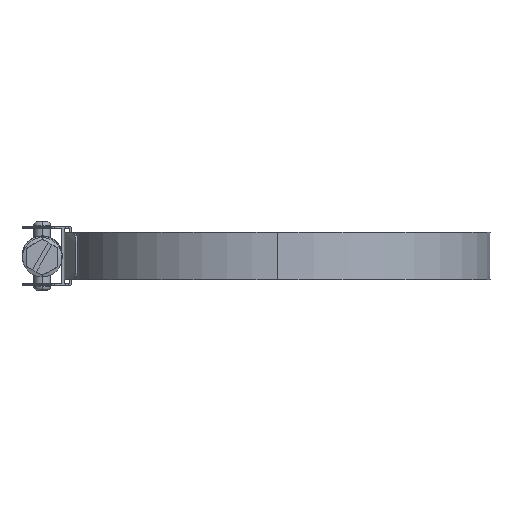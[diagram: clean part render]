
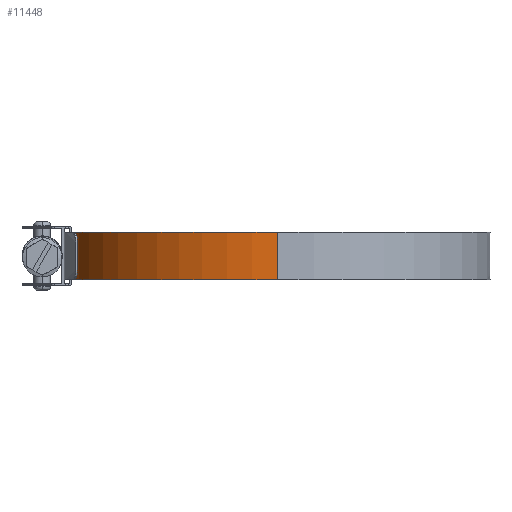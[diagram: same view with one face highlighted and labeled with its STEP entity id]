
A CAD part, left-side view. The second image highlights one B-rep face of the part: STEP entity #11448.
In plain terms, the highlighted cylindrical face has radius 64.03 mm (diameter 128.06 mm), a partial arc.
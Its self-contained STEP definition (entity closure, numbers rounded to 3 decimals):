
#192 = AXIS2_PLACEMENT_3D ( 'NONE', #5582, #13196, #1419 ) ;
#258 = ORIENTED_EDGE ( 'NONE', *, *, #716, .F. ) ;
#356 = DIRECTION ( 'NONE',  ( 1., 0., 0. ) ) ;
#716 = EDGE_CURVE ( 'NONE', #12483, #2067, #3797, .T. ) ;
#996 = CARTESIAN_POINT ( 'NONE',  ( 0., 64.03, 7.15 ) ) ;
#1088 = DIRECTION ( 'NONE',  ( 0., 0., 1. ) ) ;
#1419 = DIRECTION ( 'NONE',  ( -1., 0., 0. ) ) ;
#2067 = VERTEX_POINT ( 'NONE', #11722 ) ;
#2901 = VERTEX_POINT ( 'NONE', #3374 ) ;
#3296 = DIRECTION ( 'NONE',  ( 0., 0., -1. ) ) ;
#3374 = CARTESIAN_POINT ( 'NONE',  ( -64.03, 0., -7.15 ) ) ;
#3417 = VECTOR ( 'NONE', #12438, 1000. ) ;
#3638 = CIRCLE ( 'NONE', #6515, 64.03 ) ;
#3797 = CIRCLE ( 'NONE', #9302, 64.03 ) ;
#4337 = CARTESIAN_POINT ( 'NONE',  ( 0., 64.03, -7.15 ) ) ;
#4680 = ORIENTED_EDGE ( 'NONE', *, *, #13563, .T. ) ;
#5392 = DIRECTION ( 'NONE',  ( 1., 0., 0. ) ) ;
#5456 = EDGE_CURVE ( 'NONE', #2067, #2901, #10264, .T. ) ;
#5582 = CARTESIAN_POINT ( 'NONE',  ( 0., 0., 7.15 ) ) ;
#5831 = FACE_OUTER_BOUND ( 'NONE', #11505, .T. ) ;
#6266 = EDGE_CURVE ( 'NONE', #10730, #2901, #3638, .T. ) ;
#6515 = AXIS2_PLACEMENT_3D ( 'NONE', #8403, #1088, #5392 ) ;
#8403 = CARTESIAN_POINT ( 'NONE',  ( 0., 0., -7.15 ) ) ;
#9302 = AXIS2_PLACEMENT_3D ( 'NONE', #11120, #9813, #356 ) ;
#9813 = DIRECTION ( 'NONE',  ( 0., 0., 1. ) ) ;
#9921 = CYLINDRICAL_SURFACE ( 'NONE', #192, 64.03 ) ;
#10264 = LINE ( 'NONE', #13482, #3417 ) ;
#10450 = LINE ( 'NONE', #996, #11689 ) ;
#10730 = VERTEX_POINT ( 'NONE', #4337 ) ;
#11034 = ORIENTED_EDGE ( 'NONE', *, *, #6266, .T. ) ;
#11120 = CARTESIAN_POINT ( 'NONE',  ( 0., 0., 7.15 ) ) ;
#11448 = ADVANCED_FACE ( 'NONE', ( #5831 ), #9921, .T. ) ;
#11505 = EDGE_LOOP ( 'NONE', ( #11721, #258, #4680, #11034 ) ) ;
#11689 = VECTOR ( 'NONE', #3296, 1000. ) ;
#11721 = ORIENTED_EDGE ( 'NONE', *, *, #5456, .F. ) ;
#11722 = CARTESIAN_POINT ( 'NONE',  ( -64.03, 0., 7.15 ) ) ;
#12022 = CARTESIAN_POINT ( 'NONE',  ( 0., 64.03, 7.15 ) ) ;
#12438 = DIRECTION ( 'NONE',  ( 0., 0., -1. ) ) ;
#12483 = VERTEX_POINT ( 'NONE', #12022 ) ;
#13196 = DIRECTION ( 'NONE',  ( 0., 0., -1. ) ) ;
#13482 = CARTESIAN_POINT ( 'NONE',  ( -64.03, 0., 7.15 ) ) ;
#13563 = EDGE_CURVE ( 'NONE', #12483, #10730, #10450, .T. ) ;
